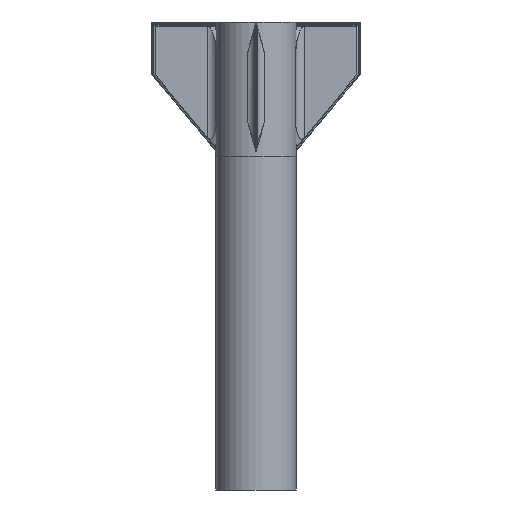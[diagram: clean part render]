
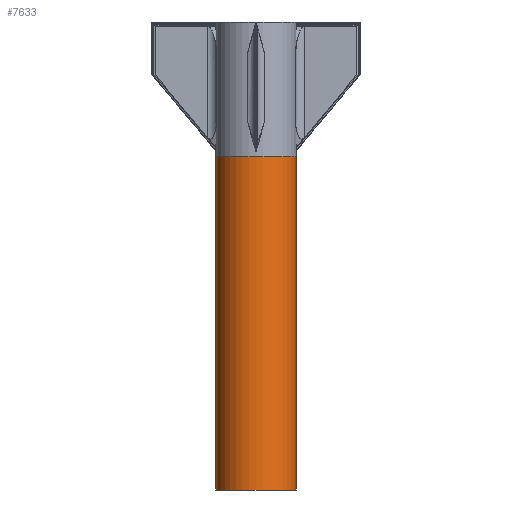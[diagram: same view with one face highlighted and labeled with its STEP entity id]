
A CAD part, front view. The second image highlights one B-rep face of the part: STEP entity #7633.
In plain terms, the highlighted cylindrical face has radius 78.36 mm (diameter 156.72 mm), a partial arc.
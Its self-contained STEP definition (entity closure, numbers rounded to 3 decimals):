
#34 = DIRECTION ( 'NONE',  ( 0., 0., -1. ) ) ;
#684 = CARTESIAN_POINT ( 'NONE',  ( 0., 1.588, -1177.8 ) ) ;
#1258 = ORIENTED_EDGE ( 'NONE', *, *, #8609, .F. ) ;
#1267 = CARTESIAN_POINT ( 'NONE',  ( -156.72, 1.588, -263.4 ) ) ;
#1305 = CIRCLE ( 'NONE', #8882, 78.36 ) ;
#1419 = VECTOR ( 'NONE', #4200, 1000. ) ;
#1428 = VERTEX_POINT ( 'NONE', #1267 ) ;
#1819 = DIRECTION ( 'NONE',  ( 0., 0., -1. ) ) ;
#2250 = CARTESIAN_POINT ( 'NONE',  ( -78.36, 1.588, -914.4 ) ) ;
#2262 = CARTESIAN_POINT ( 'NONE',  ( -156.72, 1.588, -914.4 ) ) ;
#2320 = EDGE_LOOP ( 'NONE', ( #9151, #1258, #3218, #3428 ) ) ;
#2374 = CYLINDRICAL_SURFACE ( 'NONE', #3220, 78.36 ) ;
#3218 = ORIENTED_EDGE ( 'NONE', *, *, #4251, .T. ) ;
#3220 = AXIS2_PLACEMENT_3D ( 'NONE', #4566, #3914, #8201 ) ;
#3428 = ORIENTED_EDGE ( 'NONE', *, *, #6821, .T. ) ;
#3875 = VERTEX_POINT ( 'NONE', #2262 ) ;
#3914 = DIRECTION ( 'NONE',  ( 0., 0., 1. ) ) ;
#4006 = CARTESIAN_POINT ( 'NONE',  ( -78.36, 1.588, -263.4 ) ) ;
#4025 = CARTESIAN_POINT ( 'NONE',  ( -156.72, 1.588, -1177.8 ) ) ;
#4040 = VERTEX_POINT ( 'NONE', #5282 ) ;
#4110 = AXIS2_PLACEMENT_3D ( 'NONE', #4006, #1819, #5967 ) ;
#4200 = DIRECTION ( 'NONE',  ( 0., 0., 1. ) ) ;
#4251 = EDGE_CURVE ( 'NONE', #4040, #8509, #8512, .T. ) ;
#4566 = CARTESIAN_POINT ( 'NONE',  ( -78.36, 1.588, -1177.8 ) ) ;
#4849 = VECTOR ( 'NONE', #8558, 1000. ) ;
#5093 = DIRECTION ( 'NONE',  ( -1., 0., 0. ) ) ;
#5282 = CARTESIAN_POINT ( 'NONE',  ( 0., 1.588, -914.4 ) ) ;
#5967 = DIRECTION ( 'NONE',  ( -1., 0., 0. ) ) ;
#6490 = CARTESIAN_POINT ( 'NONE',  ( 0., 1.588, -263.4 ) ) ;
#6545 = EDGE_CURVE ( 'NONE', #3875, #1428, #6835, .T. ) ;
#6821 = EDGE_CURVE ( 'NONE', #8509, #1428, #7070, .T. ) ;
#6835 = LINE ( 'NONE', #4025, #1419 ) ;
#7070 = CIRCLE ( 'NONE', #4110, 78.36 ) ;
#7633 = ADVANCED_FACE ( 'NONE', ( #8108 ), #2374, .T. ) ;
#8108 = FACE_OUTER_BOUND ( 'NONE', #2320, .T. ) ;
#8201 = DIRECTION ( 'NONE',  ( 1., 0., 0. ) ) ;
#8509 = VERTEX_POINT ( 'NONE', #6490 ) ;
#8512 = LINE ( 'NONE', #684, #4849 ) ;
#8558 = DIRECTION ( 'NONE',  ( 0., 0., 1. ) ) ;
#8609 = EDGE_CURVE ( 'NONE', #4040, #3875, #1305, .T. ) ;
#8882 = AXIS2_PLACEMENT_3D ( 'NONE', #2250, #34, #5093 ) ;
#9151 = ORIENTED_EDGE ( 'NONE', *, *, #6545, .F. ) ;
